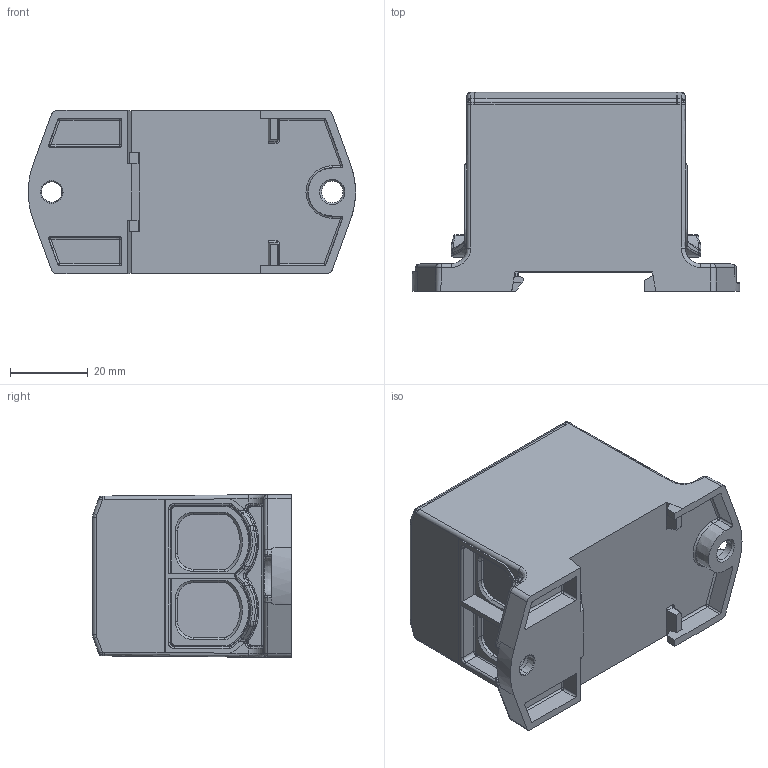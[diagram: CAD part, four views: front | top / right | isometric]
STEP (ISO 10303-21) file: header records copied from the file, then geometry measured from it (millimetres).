
FILE_DESCRIPTION(('Creo Elements/Direct Modeling STEP Export'),'2;1');
FILE_NAME('VC05-0042_OTL 2x95 Grey.stp','2023-03-02T11:06:01',(''),(''),'Creo Elements/Direct Modeling STEP processor for AP214 (Solid Model)','Creo Elements/Direct Modeling 20.1D 10-Oct-2020 (C) Parametric Technology GmbH','');
FILE_SCHEMA(('AUTOMOTIVE_DESIGN { 1 0 10303 214 1 1 1 1 }'));
Products named in the file (1): Kotelo_OTL_2x95_Grey
Bounding box: 83.95 x 51 x 41.84 mm (x, y, z)
Volume: 104807.3 mm3; surface area: 20828.2 mm2
Topology: 1 solids, 1 shells, 1601 faces, 4339 edges, 2773 vertices
Faces by surface type: plane 1067, cylinder 239, bspline 221, cone 53, torus 18, sphere 3
Entity records: 80245 total; most frequent: CARTESIAN_POINT 42556, ORIENTED_EDGE 8660, DIRECTION 6614, EDGE_CURVE 4330, VECTOR 3232, LINE 3232, VERTEX_POINT 2773, AXIS2_PLACEMENT_3D 1691
